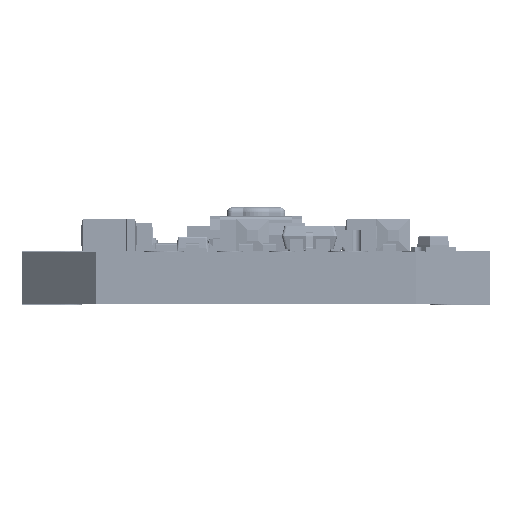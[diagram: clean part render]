
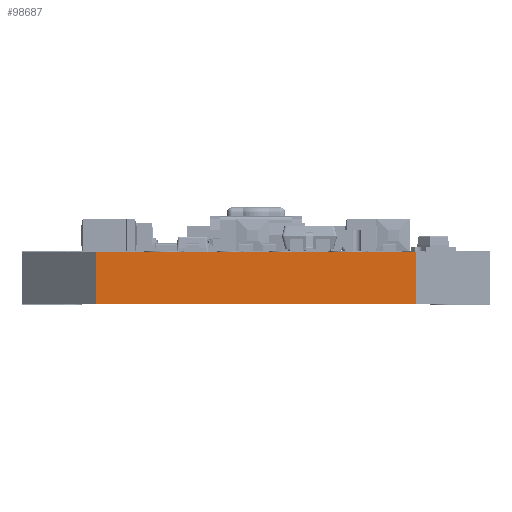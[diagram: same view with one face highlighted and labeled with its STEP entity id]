
A CAD part, left-side view. The second image highlights one B-rep face of the part: STEP entity #98687.
In plain terms, the highlighted planar face has unit normal (-1, 0, 0).
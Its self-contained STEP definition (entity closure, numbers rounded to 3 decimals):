
#7553=PLANE('',#107343);
#11319=FACE_OUTER_BOUND('',#16425,.T.);
#16425=EDGE_LOOP('',(#71175,#71176,#71177,#71178));
#22013=LINE('',#142788,#32480);
#22014=LINE('',#142790,#32481);
#22015=LINE('',#142792,#32482);
#22016=LINE('',#142793,#32483);
#32480=VECTOR('',#116146,12.192);
#32481=VECTOR('',#116147,1.962);
#32482=VECTOR('',#116148,12.192);
#32483=VECTOR('',#116149,1.962);
#45712=VERTEX_POINT('',#142786);
#45713=VERTEX_POINT('',#142787);
#45714=VERTEX_POINT('',#142789);
#45715=VERTEX_POINT('',#142791);
#56533=EDGE_CURVE('',#45712,#45713,#22013,.T.);
#56534=EDGE_CURVE('',#45713,#45714,#22014,.T.);
#56535=EDGE_CURVE('',#45715,#45714,#22015,.T.);
#56536=EDGE_CURVE('',#45712,#45715,#22016,.T.);
#71175=ORIENTED_EDGE('',*,*,#56533,.T.);
#71176=ORIENTED_EDGE('',*,*,#56534,.T.);
#71177=ORIENTED_EDGE('',*,*,#56535,.F.);
#71178=ORIENTED_EDGE('',*,*,#56536,.F.);
#98687=ADVANCED_FACE('',(#11319),#7553,.T.);
#107343=AXIS2_PLACEMENT_3D('',#142785,#116144,#116145);
#116144=DIRECTION('center_axis',(-1.,0.,0.));
#116145=DIRECTION('ref_axis',(0.,1.,0.));
#116146=DIRECTION('',(0.,1.,0.));
#116147=DIRECTION('',(0.,0.,-1.));
#116148=DIRECTION('',(0.,1.,0.));
#116149=DIRECTION('',(0.,0.,-1.));
#142785=CARTESIAN_POINT('Origin',(-13.97,2.794,0.));
#142786=CARTESIAN_POINT('',(-13.97,2.794,0.));
#142787=CARTESIAN_POINT('',(-13.97,14.986,0.));
#142788=CARTESIAN_POINT('',(-13.97,2.794,0.));
#142789=CARTESIAN_POINT('',(-13.97,14.986,-1.962));
#142790=CARTESIAN_POINT('',(-13.97,14.986,0.));
#142791=CARTESIAN_POINT('',(-13.97,2.794,-1.962));
#142792=CARTESIAN_POINT('',(-13.97,2.794,-1.962));
#142793=CARTESIAN_POINT('',(-13.97,2.794,0.));
